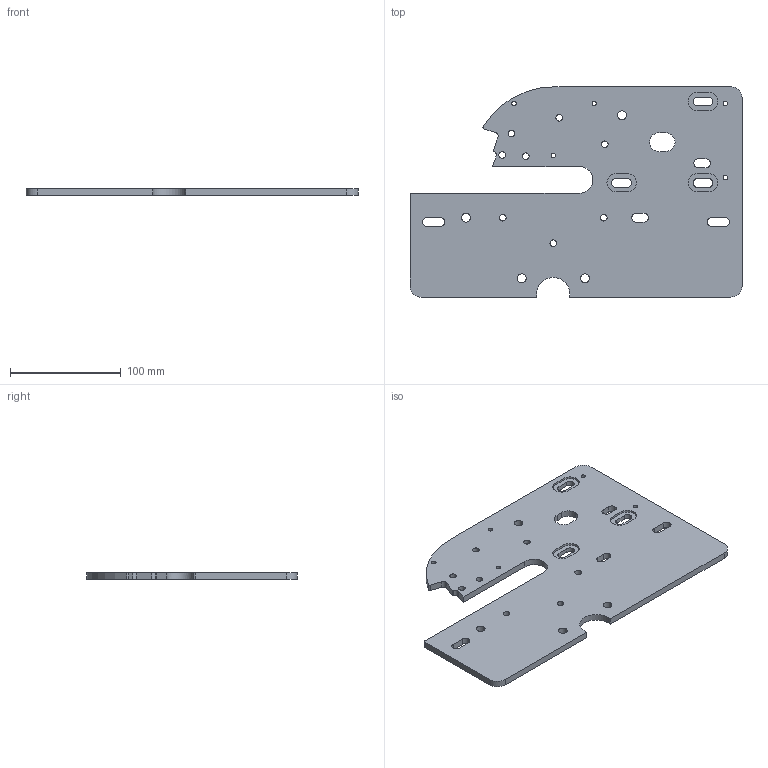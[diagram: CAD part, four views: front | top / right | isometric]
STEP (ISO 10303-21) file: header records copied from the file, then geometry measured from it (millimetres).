
FILE_DESCRIPTION(/* description */ (''),/* implementation_level */ '2;1');
FILE_NAME(/* name */ 'Main plate-6mm Ind_A.step',/* time_stamp */ '2023-04-26T12:59:52+02:00',/* author */ (''),/* organization */ (''),/* preprocessor_version */ 'ST-DEVELOPER v19.2',/* originating_system */ 'Autodesk Translation Framework v12.4.0.73',/* authorisation */ '');
FILE_SCHEMA (('AUTOMOTIVE_DESIGN { 1 0 10303 214 3 1 1 }'));
Length unit declared in the file: millimetre
Products named in the file (1): (Non enregistré)
Bounding box: 300 x 190 x 6 mm (x, y, z)
Volume: 268957 mm3; surface area: 101407.4 mm2
Topology: 1 solids, 1 shells, 99 faces, 282 edges, 188 vertices
Faces by surface type: cylinder 54, plane 42, bspline 3
Full cylindrical faces by diameter (mm): 4 x5, 6 x8, 8 x4
Entity records: 3414 total; most frequent: CARTESIAN_POINT 593, DIRECTION 590, ORIENTED_EDGE 564, EDGE_CURVE 282, AXIS2_PLACEMENT_3D 211, VERTEX_POINT 188, LINE 168, VECTOR 168
